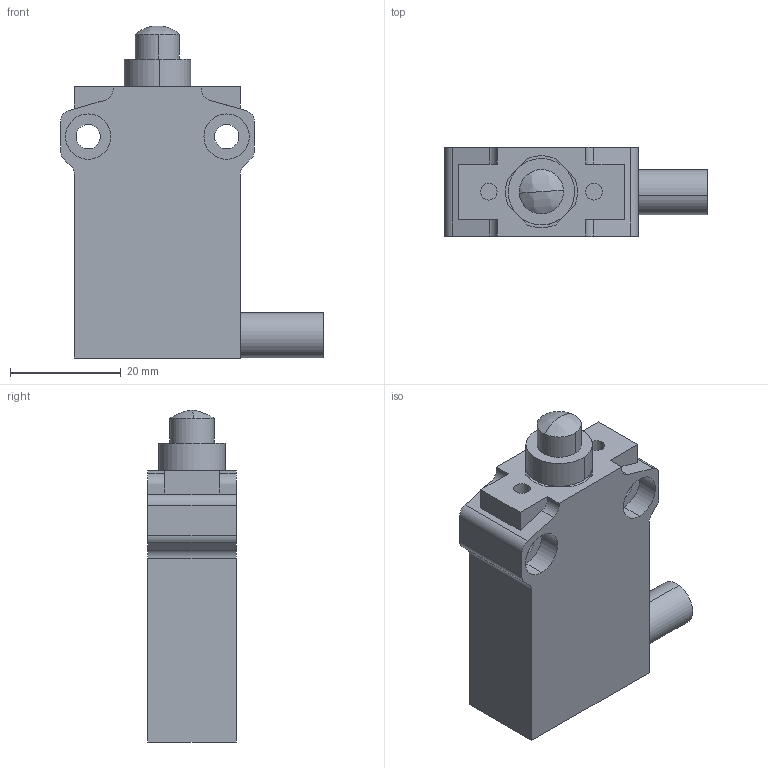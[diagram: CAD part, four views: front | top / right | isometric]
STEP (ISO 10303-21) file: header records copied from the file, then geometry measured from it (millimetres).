
FILE_DESCRIPTION (( 'STEP AP214' ), '1' );
FILE_NAME ('AEM2G1101Z11-3R.step', '2017-12-19T21:19:57', ( '' ), ( '' ), 'SwSTEP 2.0', 'SolidWorks 2017', '' );
FILE_SCHEMA (( 'AUTOMOTIVE_DESIGN' ));
Length unit declared in the file: inch
Products named in the file (1): AEM2G1101Z11-3R
Bounding box: 47.5 x 16 x 59.98 mm (x, y, z)
Volume: 23625 mm3; surface area: 7601 mm2
Topology: 4 solids, 4 shells, 79 faces, 192 edges, 128 vertices
Faces by surface type: cylinder 39, plane 38, bspline 2
Entity records: 3481 total; most frequent: CARTESIAN_POINT 430, DIRECTION 429, ORIENTED_EDGE 384, EDGE_CURVE 192, AXIS2_PLACEMENT_3D 159, VERTEX_POINT 128, VECTOR 111, LINE 111
